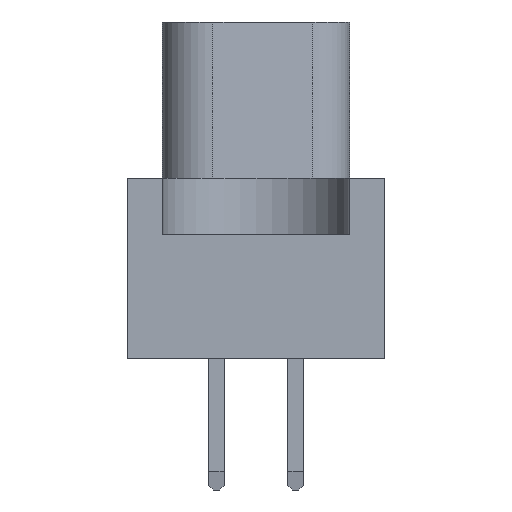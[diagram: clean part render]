
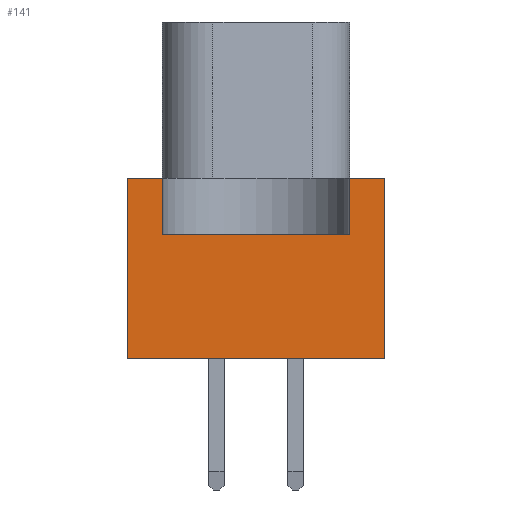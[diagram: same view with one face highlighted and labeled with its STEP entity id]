
A CAD part, left-side view. The second image highlights one B-rep face of the part: STEP entity #141.
In plain terms, the highlighted planar face has unit normal (-1, 0, 0).
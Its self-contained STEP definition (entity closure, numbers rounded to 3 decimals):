
#70=CARTESIAN_POINT('',(-25.85,0.,-2.9));
#71=DIRECTION('',(0.,-1.,0.));
#72=DIRECTION('',(-1.,0.,0.));
#73=AXIS2_PLACEMENT_3D('',#70,#72,#71);
#74=PLANE('',#73);
#75=CARTESIAN_POINT('',(-25.85,-4.125,-5.8));
#76=VERTEX_POINT('',#75);
#77=CARTESIAN_POINT('',(-25.85,-4.125,0.));
#78=VERTEX_POINT('',#77);
#79=CARTESIAN_POINT('',(-25.85,-4.125,-5.8));
#80=DIRECTION('',(0.,0.,1.));
#81=VECTOR('',#80,5.8);
#82=LINE('',#79,#81);
#83=EDGE_CURVE('',#76,#78,#82,.T.);
#84=ORIENTED_EDGE('',*,*,#83,.T.);
#85=CARTESIAN_POINT('',(-25.85,-3.,0.));
#86=VERTEX_POINT('',#85);
#87=CARTESIAN_POINT('',(-25.85,-4.125,0.));
#88=DIRECTION('',(0.,1.,0.));
#89=VECTOR('',#88,1.125);
#90=LINE('',#87,#89);
#91=EDGE_CURVE('',#78,#86,#90,.T.);
#92=ORIENTED_EDGE('',*,*,#91,.T.);
#93=CARTESIAN_POINT('',(-25.85,-3.,-1.8));
#94=VERTEX_POINT('',#93);
#95=CARTESIAN_POINT('',(-25.85,-3.,0.));
#96=DIRECTION('',(0.,0.,-1.));
#97=VECTOR('',#96,1.8);
#98=LINE('',#95,#97);
#99=EDGE_CURVE('',#86,#94,#98,.T.);
#100=ORIENTED_EDGE('',*,*,#99,.T.);
#101=CARTESIAN_POINT('',(-25.85,3.,-1.8));
#102=VERTEX_POINT('',#101);
#103=CARTESIAN_POINT('',(-25.85,-3.,-1.8));
#104=DIRECTION('',(0.,1.,0.));
#105=VECTOR('',#104,6.);
#106=LINE('',#103,#105);
#107=EDGE_CURVE('',#94,#102,#106,.T.);
#108=ORIENTED_EDGE('',*,*,#107,.T.);
#109=CARTESIAN_POINT('',(-25.85,3.,0.));
#110=VERTEX_POINT('',#109);
#111=CARTESIAN_POINT('',(-25.85,3.,-1.8));
#112=DIRECTION('',(0.,0.,1.));
#113=VECTOR('',#112,1.8);
#114=LINE('',#111,#113);
#115=EDGE_CURVE('',#102,#110,#114,.T.);
#116=ORIENTED_EDGE('',*,*,#115,.T.);
#117=CARTESIAN_POINT('',(-25.85,4.125,0.));
#118=VERTEX_POINT('',#117);
#119=CARTESIAN_POINT('',(-25.85,3.,0.));
#120=DIRECTION('',(0.,1.,0.));
#121=VECTOR('',#120,1.125);
#122=LINE('',#119,#121);
#123=EDGE_CURVE('',#110,#118,#122,.T.);
#124=ORIENTED_EDGE('',*,*,#123,.T.);
#125=CARTESIAN_POINT('',(-25.85,4.125,-5.8));
#126=VERTEX_POINT('',#125);
#127=CARTESIAN_POINT('',(-25.85,4.125,0.));
#128=DIRECTION('',(0.,0.,-1.));
#129=VECTOR('',#128,5.8);
#130=LINE('',#127,#129);
#131=EDGE_CURVE('',#118,#126,#130,.T.);
#132=ORIENTED_EDGE('',*,*,#131,.T.);
#133=CARTESIAN_POINT('',(-25.85,4.125,-5.8));
#134=DIRECTION('',(0.,-1.,0.));
#135=VECTOR('',#134,8.25);
#136=LINE('',#133,#135);
#137=EDGE_CURVE('',#126,#76,#136,.T.);
#138=ORIENTED_EDGE('',*,*,#137,.T.);
#139=EDGE_LOOP('',(#84,#92,#100,#108,#116,#124,#132,#138));
#140=FACE_OUTER_BOUND('',#139,.T.);
#141=ADVANCED_FACE('',(#140),#74,.T.);
